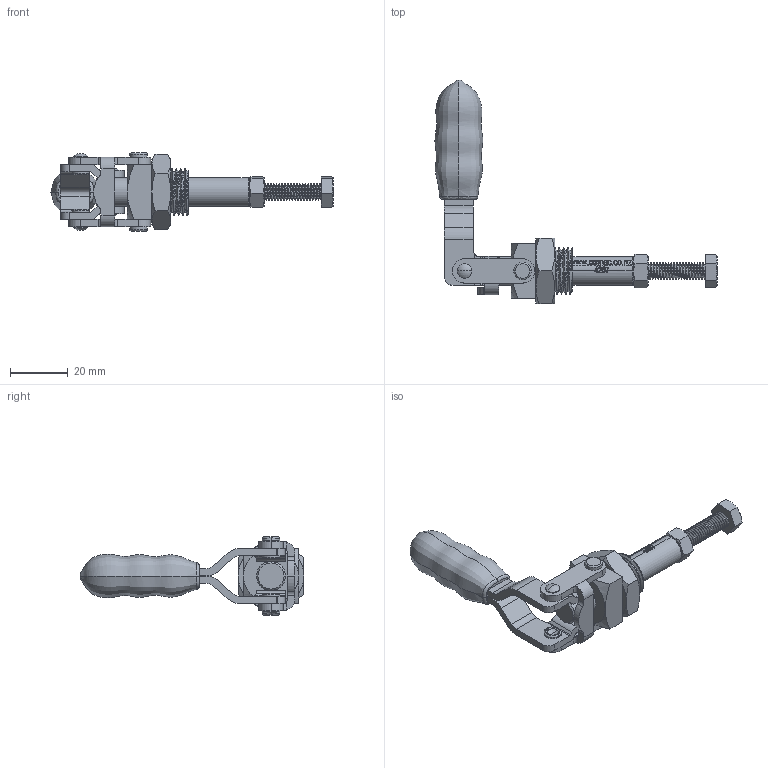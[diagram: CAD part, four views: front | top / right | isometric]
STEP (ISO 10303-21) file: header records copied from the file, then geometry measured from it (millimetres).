
FILE_DESCRIPTION (( 'STEP AP214' ), '1' );
FILE_NAME ('04267-In Line Toggle Clamp Zinc 63mm.STEP', '2018-10-11T23:02:47', ( '' ), ( '' ), 'SwSTEP 2.0', 'SolidWorks 2018', '' );
FILE_SCHEMA (( 'AUTOMOTIVE_DESIGN' ));
Length unit declared in the file: millimetre
Products named in the file (7): 4267 inline toggle clamp zinc 36mm_3; 4267 inline toggle clamp zinc 36mm_1; 4267 inline toggle clamp zinc 36mm_4; 91287A139_18-8 STAINLESS STEEL HEX HEAD CAP SCREW_91287A139; 4267 inline toggle clamp zinc 36mm_2; 92497A350_ZINC YELLOW-CHROMATE PLATED STEEL HEX NUT_92497A350; 04267-In Line Toggle Clamp Zinc 63mm
Assembly tree (6 placements, depth 2):
  04267-In Line Toggle Clamp Zinc 63mm
    4267 inline toggle clamp zinc 36mm_1
    4267 inline toggle clamp zinc 36mm_2
    4267 inline toggle clamp zinc 36mm_3
    4267 inline toggle clamp zinc 36mm_4
    92497A350_ZINC YELLOW-CHROMATE PLATED STEEL HEX NUT_92497A350
    91287A139_18-8 STAINLESS STEEL HEX HEAD CAP SCREW_91287A139
Bounding box: 97.46 x 77.29 x 27 mm (x, y, z)
Volume: 20659.2 mm3; surface area: 17166.1 mm2
Topology: 13 solids, 13 shells, 606 faces, 1584 edges, 1021 vertices
Faces by surface type: plane 233, cylinder 192, bspline 111, cone 48, torus 16, sphere 6
Entity records: 33206 total; most frequent: CARTESIAN_POINT 18993, ORIENTED_EDGE 3144, DIRECTION 2347, EDGE_CURVE 1572, VERTEX_POINT 1021, AXIS2_PLACEMENT_3D 844, EDGE_LOOP 661, VECTOR 659
